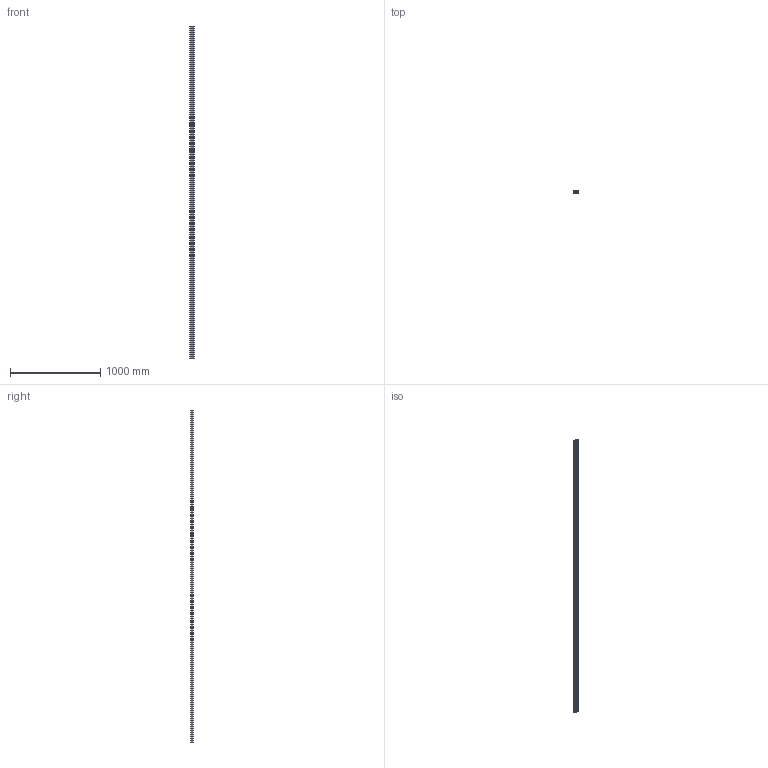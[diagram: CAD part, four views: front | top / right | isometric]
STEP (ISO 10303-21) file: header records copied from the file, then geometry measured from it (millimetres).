
FILE_DESCRIPTION (( 'STEP AP214' ), '1' );
FILE_NAME ('8020-1020-S- 1020-S x 145.STEP', '2019-01-16T01:10:39', ( '' ), ( '' ), 'SwSTEP 2.0', 'SolidWorks 2018', '' );
FILE_SCHEMA (( 'AUTOMOTIVE_DESIGN' ));
Length unit declared in the file: inch
Products named in the file (1): 8020-1020-S- 1020-S x 145
Bounding box: 50.8 x 25.4 x 3683 mm (x, y, z)
Volume: 1849162.8 mm3; surface area: 1501749.9 mm2
Topology: 1 solids, 1 shells, 144 faces, 426 edges, 284 vertices
Faces by surface type: cylinder 78, plane 66
Entity records: 4918 total; most frequent: DIRECTION 872, CARTESIAN_POINT 855, ORIENTED_EDGE 852, EDGE_CURVE 426, AXIS2_PLACEMENT_3D 301, VERTEX_POINT 284, LINE 270, VECTOR 270
